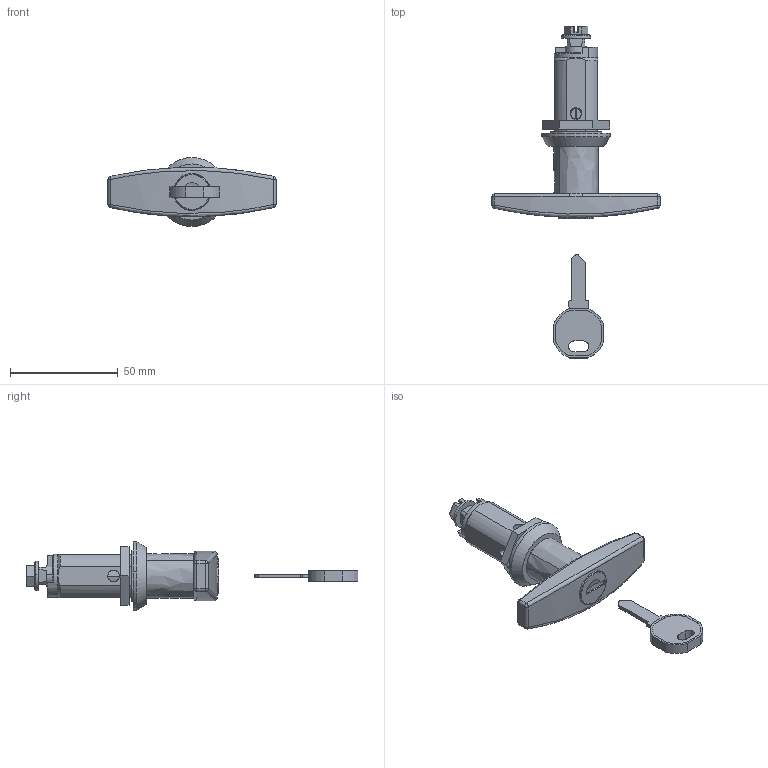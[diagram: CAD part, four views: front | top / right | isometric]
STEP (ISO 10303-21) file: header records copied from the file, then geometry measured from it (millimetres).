
FILE_DESCRIPTION((''),'2;1');
FILE_NAME('','2006-11-15T11:30:03',(''),(''),'','CADfix','');
FILE_SCHEMA(('AUTOMOTIVE_DESIGN'));
Length unit declared in the file: millimetre
Products named in the file (6): nut; lock; key; housing; handle; TEA_1000_U380_11171_36
Assembly tree (5 placements, depth 2):
  TEA_1000_U380_11171_36
    nut
    lock
    key
    housing
    handle
Bounding box: 78 x 154.11 x 32 mm (x, y, z)
Volume: 37091.2 mm3; surface area: 21155.5 mm2
Topology: 5 solids, 5 shells, 310 faces, 837 edges, 551 vertices
Faces by surface type: bspline 310
Entity records: 12460 total; most frequent: CARTESIAN_POINT 7668, ORIENTED_EDGE 1666, EDGE_CURVE 833, VERTEX_POINT 551, QUASI_UNIFORM_CURVE 391, EDGE_LOOP 342, FACE_OUTER_BOUND 310, ADVANCED_FACE 310
